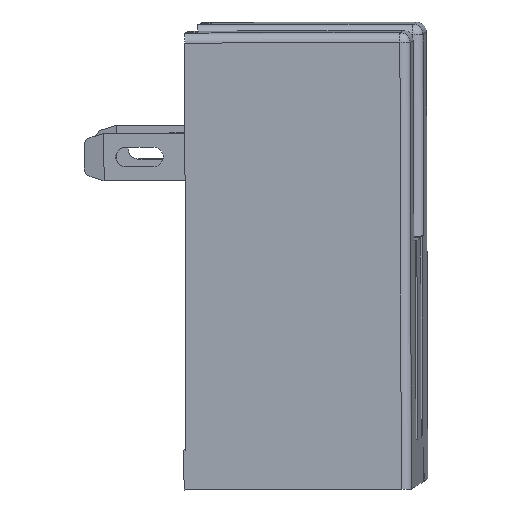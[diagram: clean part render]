
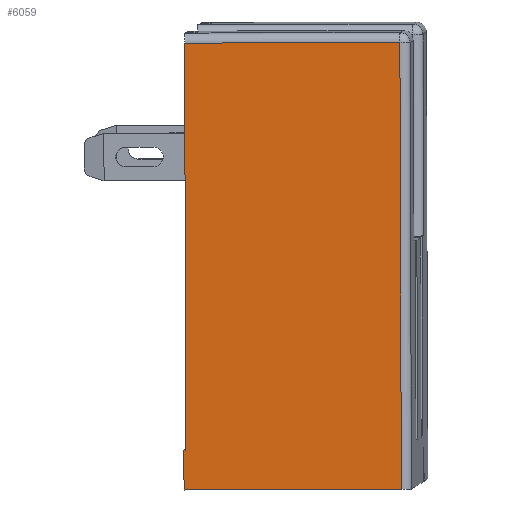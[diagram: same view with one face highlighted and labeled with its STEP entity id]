
A CAD part, left-side view. The second image highlights one B-rep face of the part: STEP entity #6059.
In plain terms, the highlighted planar face has unit normal (-1, 0.024, -0.015).
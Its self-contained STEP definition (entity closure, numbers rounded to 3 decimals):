
#392=DIRECTION('',(-0.024,-1.,0.003));
#393=VECTOR('',#392,5.5);
#394=CARTESIAN_POINT('',(0.318,6.173,-11.847));
#395=LINE('',#394,#393);
#566=DIRECTION('',(0.015,-0.003,-1.));
#567=VECTOR('',#566,10.31);
#568=CARTESIAN_POINT('',(0.142,6.159,
-0.539));
#569=LINE('',#568,#567);
#574=DIRECTION('',(-0.024,-1.,0.003));
#575=VECTOR('',#574,0.05);
#576=CARTESIAN_POINT('',(0.303,6.176,-10.848));
#577=LINE('',#576,#575);
#586=DIRECTION('',(0.015,-0.003,-1.));
#587=VECTOR('',#586,1.);
#588=CARTESIAN_POINT('',(0.303,6.176,-10.848));
#589=LINE('',#588,#587);
#594=DIRECTION('',(0.024,1.,-0.003));
#595=VECTOR('',#594,5.45);
#596=CARTESIAN_POINT('',(0.01,0.711,
-0.523));
#597=LINE('',#596,#595);
#3060=DIRECTION('',(-0.015,0.003,1.));
#3061=VECTOR('',#3060,11.31);
#3062=CARTESIAN_POINT('',(0.185,0.674,
-11.832));
#3063=LINE('',#3062,#3061);
#4440=CARTESIAN_POINT('',(0.318,6.173,
-11.847));
#4441=VERTEX_POINT('',#4440);
#4442=CARTESIAN_POINT('',(0.185,0.674,
-11.832));
#4443=VERTEX_POINT('',#4442);
#4474=CARTESIAN_POINT('',(0.302,6.126,
-10.847));
#4475=VERTEX_POINT('',#4474);
#4518=CARTESIAN_POINT('',(0.142,6.159,
-0.539));
#4519=VERTEX_POINT('',#4518);
#4520=CARTESIAN_POINT('',(0.303,6.176,
-10.848));
#4521=VERTEX_POINT('',#4520);
#4522=CARTESIAN_POINT('',(0.01,0.711,
-0.523));
#4523=VERTEX_POINT('',#4522);
#6043=CARTESIAN_POINT('',(0.15,2.942,
-6.059));
#6044=DIRECTION('',(1.,-0.024,0.016));
#6045=DIRECTION('',(-0.015,0.003,1.));
#6046=AXIS2_PLACEMENT_3D('',#6043,#6044,#6045);
#6047=PLANE('',#6046);
#6048=ORIENTED_EDGE('',*,*,#5905,.F.);
#6050=ORIENTED_EDGE('',*,*,#6049,.F.);
#6051=ORIENTED_EDGE('',*,*,#6036,.T.);
#6052=ORIENTED_EDGE('',*,*,#6024,.F.);
#6054=ORIENTED_EDGE('',*,*,#6053,.F.);
#6056=ORIENTED_EDGE('',*,*,#6055,.F.);
#6057=EDGE_LOOP('',(#6048,#6050,#6051,#6052,#6054,#6056));
#6058=FACE_OUTER_BOUND('',#6057,.F.);
#5905=EDGE_CURVE('',#4441,#4443,#395,.T.);
#6024=EDGE_CURVE('',#4519,#4475,#569,.T.);
#6036=EDGE_CURVE('',#4521,#4475,#577,.T.);
#6049=EDGE_CURVE('',#4521,#4441,#589,.T.);
#6053=EDGE_CURVE('',#4523,#4519,#597,.T.);
#6055=EDGE_CURVE('',#4443,#4523,#3063,.T.);
#6059=ADVANCED_FACE('',(#6058),#6047,.F.);
